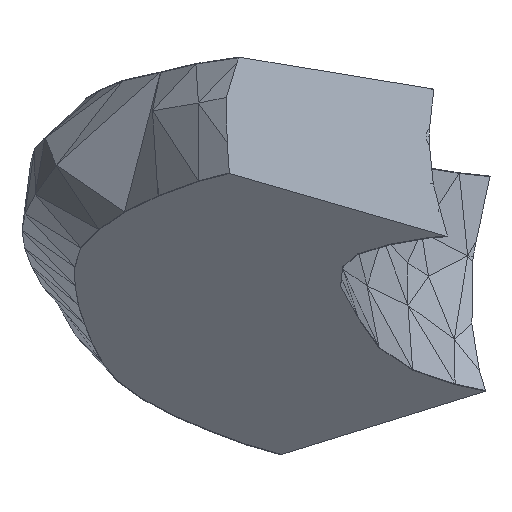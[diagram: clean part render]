
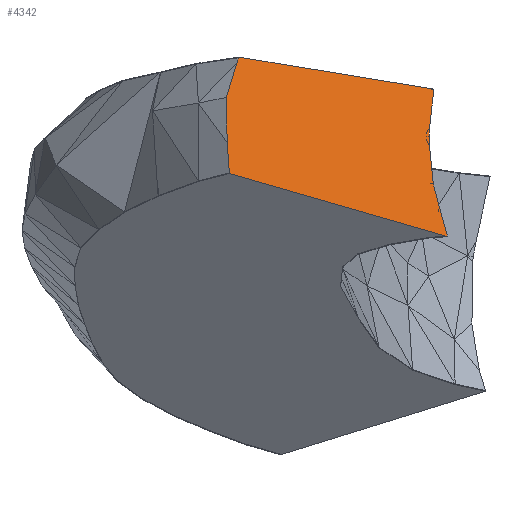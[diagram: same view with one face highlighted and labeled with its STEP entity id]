
A CAD part, front view. The second image highlights one B-rep face of the part: STEP entity #4342.
In plain terms, the highlighted planar face has unit normal (0.695, -0.685, 0.22).
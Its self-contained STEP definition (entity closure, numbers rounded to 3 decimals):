
#298=FACE_OUTER_BOUND('',#582,.T.);
#582=EDGE_LOOP('',(#3759,#3760,#3761,#3762,#3763,#3764,#3765,#3766,#3767,
#3768,#3769,#3770,#3771,#3772,#3773,#3774));
#610=LINE('',#5849,#1189);
#909=LINE('',#6446,#1488);
#911=LINE('',#6451,#1490);
#1012=LINE('',#6652,#1591);
#1038=LINE('',#6701,#1617);
#1096=LINE('',#6805,#1675);
#1114=LINE('',#6841,#1693);
#1146=LINE('',#6915,#1725);
#1147=LINE('',#6922,#1726);
#1149=LINE('',#6926,#1728);
#1151=LINE('',#6930,#1730);
#1153=LINE('',#6934,#1732);
#1155=LINE('',#6938,#1734);
#1157=LINE('',#6942,#1736);
#1159=LINE('',#6946,#1738);
#1161=LINE('',#6949,#1740);
#1189=VECTOR('',#4682,10.);
#1488=VECTOR('',#5251,10.);
#1490=VECTOR('',#5255,10.);
#1591=VECTOR('',#5424,10.);
#1617=VECTOR('',#5470,10.);
#1675=VECTOR('',#5584,10.);
#1693=VECTOR('',#5634,10.);
#1725=VECTOR('',#5748,10.);
#1726=VECTOR('',#5759,10.);
#1728=VECTOR('',#5763,10.);
#1730=VECTOR('',#5767,10.);
#1732=VECTOR('',#5771,10.);
#1734=VECTOR('',#5775,10.);
#1736=VECTOR('',#5779,10.);
#1738=VECTOR('',#5783,10.);
#1740=VECTOR('',#5787,10.);
#1764=VERTEX_POINT('',#5847);
#1765=VERTEX_POINT('',#5848);
#1928=VERTEX_POINT('',#6445);
#1929=VERTEX_POINT('',#6449);
#1930=VERTEX_POINT('',#6450);
#1996=VERTEX_POINT('',#6651);
#2009=VERTEX_POINT('',#6700);
#2027=VERTEX_POINT('',#6804);
#2029=VERTEX_POINT('',#6840);
#2031=VERTEX_POINT('',#6921);
#2032=VERTEX_POINT('',#6925);
#2033=VERTEX_POINT('',#6929);
#2034=VERTEX_POINT('',#6933);
#2035=VERTEX_POINT('',#6937);
#2036=VERTEX_POINT('',#6941);
#2037=VERTEX_POINT('',#6945);
#2065=EDGE_CURVE('',#1764,#1765,#610,.T.);
#2364=EDGE_CURVE('',#1928,#1764,#909,.T.);
#2366=EDGE_CURVE('',#1929,#1930,#911,.T.);
#2467=EDGE_CURVE('',#1996,#1929,#1012,.T.);
#2493=EDGE_CURVE('',#1930,#2009,#1038,.T.);
#2551=EDGE_CURVE('',#2027,#1928,#1096,.T.);
#2569=EDGE_CURVE('',#2029,#2027,#1114,.T.);
#2601=EDGE_CURVE('',#2009,#2029,#1146,.T.);
#2602=EDGE_CURVE('',#1765,#2031,#1147,.T.);
#2604=EDGE_CURVE('',#2031,#2032,#1149,.T.);
#2606=EDGE_CURVE('',#2032,#2033,#1151,.T.);
#2608=EDGE_CURVE('',#2033,#2034,#1153,.T.);
#2610=EDGE_CURVE('',#2034,#2035,#1155,.T.);
#2612=EDGE_CURVE('',#2035,#2036,#1157,.T.);
#2614=EDGE_CURVE('',#2036,#2037,#1159,.T.);
#2616=EDGE_CURVE('',#2037,#1996,#1161,.T.);
#3759=ORIENTED_EDGE('',*,*,#2602,.T.);
#3760=ORIENTED_EDGE('',*,*,#2604,.T.);
#3761=ORIENTED_EDGE('',*,*,#2606,.T.);
#3762=ORIENTED_EDGE('',*,*,#2608,.T.);
#3763=ORIENTED_EDGE('',*,*,#2610,.T.);
#3764=ORIENTED_EDGE('',*,*,#2612,.T.);
#3765=ORIENTED_EDGE('',*,*,#2614,.T.);
#3766=ORIENTED_EDGE('',*,*,#2616,.T.);
#3767=ORIENTED_EDGE('',*,*,#2467,.T.);
#3768=ORIENTED_EDGE('',*,*,#2366,.T.);
#3769=ORIENTED_EDGE('',*,*,#2493,.T.);
#3770=ORIENTED_EDGE('',*,*,#2601,.T.);
#3771=ORIENTED_EDGE('',*,*,#2569,.T.);
#3772=ORIENTED_EDGE('',*,*,#2551,.T.);
#3773=ORIENTED_EDGE('',*,*,#2364,.T.);
#3774=ORIENTED_EDGE('',*,*,#2065,.T.);
#4058=PLANE('',#4640);
#4342=ADVANCED_FACE('',(#298),#4058,.T.);
#4640=AXIS2_PLACEMENT_3D('',#6950,#5788,#5789);
#4682=DIRECTION('',(0.719,0.663,-0.208));
#5251=DIRECTION('',(0.003,-0.303,-0.953));
#5255=DIRECTION('',(0.076,-0.234,-0.969));
#5424=DIRECTION('',(-0.716,-0.688,0.117));
#5470=DIRECTION('',(-0.296,-0.551,-0.781));
#5584=DIRECTION('',(0.069,-0.241,-0.968));
#5634=DIRECTION('',(0.02,-0.287,-0.958));
#5748=DIRECTION('',(-0.253,-0.519,-0.817));
#5759=DIRECTION('',(-0.003,0.303,0.953));
#5763=DIRECTION('',(-0.269,0.036,0.962));
#5767=DIRECTION('',(-0.246,0.061,0.967));
#5771=DIRECTION('',(-0.097,0.213,0.972));
#5775=DIRECTION('',(-0.021,0.286,0.958));
#5779=DIRECTION('',(0.038,0.34,0.94));
#5783=DIRECTION('',(0.103,0.397,0.912));
#5787=DIRECTION('',(-0.115,0.196,0.974));
#5788=DIRECTION('center_axis',(0.695,-0.685,0.22));
#5789=DIRECTION('ref_axis',(0.302,0.,-0.953));
#5847=CARTESIAN_POINT('',(-14.97,76.799,975.264));
#5848=CARTESIAN_POINT('',(-8.124,83.109,973.282));
#5849=CARTESIAN_POINT('',(1.702,92.164,970.436));
#6445=CARTESIAN_POINT('',(-14.97,76.805,975.283));
#6446=CARTESIAN_POINT('',(-14.973,77.122,976.281));
#6449=CARTESIAN_POINT('',(-14.672,78.275,978.917));
#6450=CARTESIAN_POINT('',(-14.67,78.27,978.898));
#6451=CARTESIAN_POINT('',(-14.523,77.815,977.015));
#6651=CARTESIAN_POINT('',(-8.551,84.163,977.915));
#6652=CARTESIAN_POINT('',(1.844,94.162,976.211));
#6700=CARTESIAN_POINT('',(-14.727,78.164,978.747));
#6701=CARTESIAN_POINT('',(-13.501,80.447,981.984));
#6804=CARTESIAN_POINT('',(-15.038,77.045,976.244));
#6805=CARTESIAN_POINT('',(-14.969,76.802,975.271));
#6840=CARTESIAN_POINT('',(-15.068,77.466,977.648));
#6841=CARTESIAN_POINT('',(-15.034,76.981,976.032));
#6915=CARTESIAN_POINT('',(-14.057,79.539,980.912));
#6921=CARTESIAN_POINT('',(-8.124,83.115,973.301));
#6922=CARTESIAN_POINT('',(-8.127,83.432,974.298));
#6925=CARTESIAN_POINT('',(-8.372,83.148,974.188));
#6926=CARTESIAN_POINT('',(-7.928,83.089,972.602));
#6929=CARTESIAN_POINT('',(-8.57,83.197,974.968));
#6930=CARTESIAN_POINT('',(-8.026,83.061,972.825));
#6933=CARTESIAN_POINT('',(-8.687,83.453,976.136));
#6934=CARTESIAN_POINT('',(-8.501,83.046,974.277));
#6937=CARTESIAN_POINT('',(-8.693,83.542,976.432));
#6938=CARTESIAN_POINT('',(-8.679,83.345,975.774));
#6941=CARTESIAN_POINT('',(-8.682,83.643,976.71));
#6942=CARTESIAN_POINT('',(-8.696,83.523,976.379));
#6945=CARTESIAN_POINT('',(-8.549,84.159,977.895));
#6946=CARTESIAN_POINT('',(-8.574,84.059,977.666));
#6949=CARTESIAN_POINT('',(-8.271,83.684,975.539));
#6950=CARTESIAN_POINT('Origin',(1.656,92.766,972.461));
